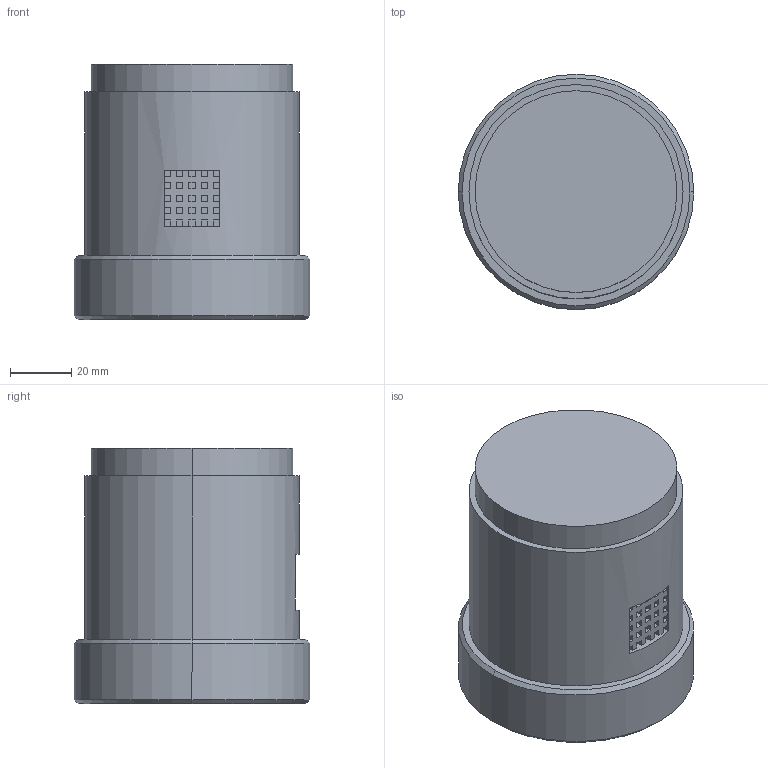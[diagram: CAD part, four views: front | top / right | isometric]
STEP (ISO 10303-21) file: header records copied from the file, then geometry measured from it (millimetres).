
FILE_DESCRIPTION(('starvars output'),'2;1');
FILE_NAME('XVBC9B_3D.stp','19:41:45 2020/03/31',( 'Thomas Industrial Network Germany GmbH'),( 'Thomas Industrial Network Germany GmbH'),'unknown preprocess','ACIS' ,'unknown authorization');
FILE_SCHEMA(('AUTOMOTIVE_DESIGN_CC2 {UNKNOWN IMPLEMENTATION LEVEL}'));
Length unit declared in the file: millimetre
Products named in the file (1): PRODUCT_ID_61
Bounding box: 77 x 77 x 83.5 mm (x, y, z)
Volume: 262085.7 mm3; surface area: 32573.6 mm2
Topology: 1 solids, 1 shells, 130 faces, 338 edges, 224 vertices
Faces by surface type: plane 116, cylinder 10, cone 4
Entity records: 4896 total; most frequent: ORIENTED_EDGE 676, CARTESIAN_POINT 661, DIRECTION 574, EDGE_CURVE 338, VECTOR 300, LINE 300, VERTEX_POINT 224, EDGE_LOOP 144
